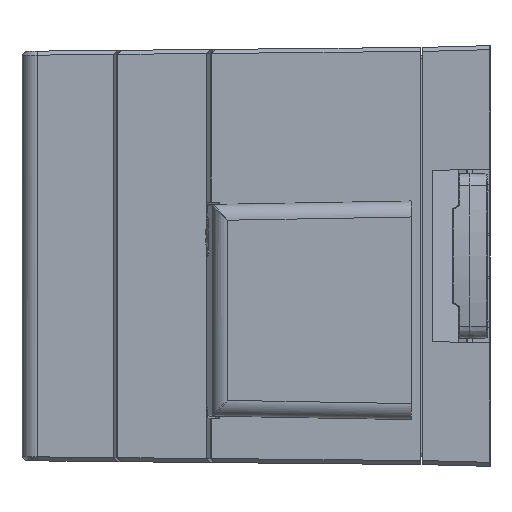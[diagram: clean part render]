
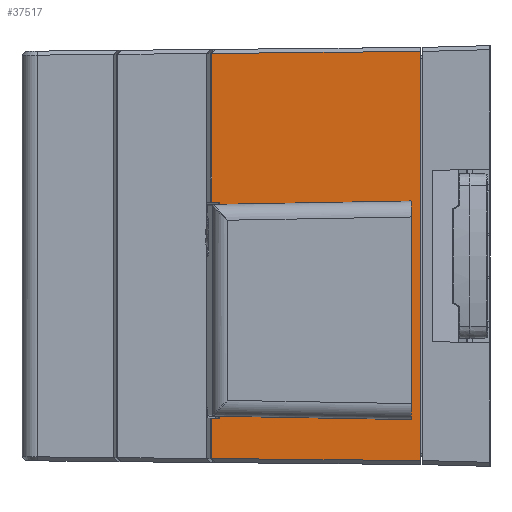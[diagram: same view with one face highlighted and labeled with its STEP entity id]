
A CAD part, left-side view. The second image highlights one B-rep face of the part: STEP entity #37517.
In plain terms, the highlighted face is planar.
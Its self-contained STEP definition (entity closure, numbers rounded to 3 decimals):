
#33090=DIRECTION('',(0.,-1.,0.));
#33091=VECTOR('',#33090,5.);
#33092=CARTESIAN_POINT('',(-43.977,25.275,
26.031));
#33093=LINE('',#33092,#33091);
#33105=DIRECTION('',(0.,-1.,0.));
#33106=VECTOR('',#33105,4.22);
#33107=CARTESIAN_POINT('',(-44.48,17.36,
9.109));
#33108=LINE('',#33107,#33106);
#33109=DIRECTION('',(0.,1.,0.));
#33110=VECTOR('',#33109,4.22);
#33111=CARTESIAN_POINT('',(-44.691,13.14,
1.981));
#33112=LINE('',#33111,#33110);
#33113=DIRECTION('',(0.,-1.,0.));
#33114=VECTOR('',#33113,4.22);
#33115=CARTESIAN_POINT('',(-44.48,7.36,
9.109));
#33116=LINE('',#33115,#33114);
#33117=DIRECTION('',(0.,1.,0.));
#33118=VECTOR('',#33117,4.22);
#33119=CARTESIAN_POINT('',(-44.691,3.14,
1.981));
#33120=LINE('',#33119,#33118);
#33121=DIRECTION('',(0.03,0.01,1.));
#33122=VECTOR('',#33121,26.043);
#33123=CARTESIAN_POINT('',(-44.75,-25.525,0.));
#33124=LINE('',#33123,#33122);
#33125=DIRECTION('',(0.,-1.,0.));
#33126=VECTOR('',#33125,51.05);
#33127=CARTESIAN_POINT('',(-44.75,25.525,0.));
#33128=LINE('',#33127,#33126);
#33129=DIRECTION('',(-0.03,0.01,-1.));
#33130=VECTOR('',#33129,26.043);
#33131=CARTESIAN_POINT('',(-43.977,25.275,
26.031));
#33132=LINE('',#33131,#33130);
#33137=DIRECTION('',(0.03,0.,1.));
#33138=VECTOR('',#33137,7.132);
#33139=CARTESIAN_POINT('',(-44.691,13.14,
1.981));
#33140=LINE('',#33139,#33138);
#33157=DIRECTION('',(-0.03,0.,
-1.));
#33158=VECTOR('',#33157,7.132);
#33159=CARTESIAN_POINT('',(-44.48,17.36,
9.109));
#33160=LINE('',#33159,#33158);
#33267=DIRECTION('',(-0.03,0.,-1.));
#33268=VECTOR('',#33267,7.132);
#33269=CARTESIAN_POINT('',(-44.48,7.36,
9.109));
#33270=LINE('',#33269,#33268);
#33291=DIRECTION('',(0.03,0.,1.));
#33292=VECTOR('',#33291,7.132);
#33293=CARTESIAN_POINT('',(-44.691,3.14,
1.981));
#33294=LINE('',#33293,#33292);
#33673=DIRECTION('',(-0.03,0.,-1.));
#33674=VECTOR('',#33673,0.999);
#33675=CARTESIAN_POINT('',(-43.977,20.275,26.031));
#33676=LINE('',#33675,#33674);
#33690=DIRECTION('',(0.,-1.,0.));
#33691=VECTOR('',#33690,27.);
#33692=CARTESIAN_POINT('',(-44.007,20.275,25.032));
#33693=LINE('',#33692,#33691);
#33707=DIRECTION('',(0.03,0.,1.));
#33708=VECTOR('',#33707,0.999);
#33709=CARTESIAN_POINT('',(-44.007,-6.725,25.032));
#33710=LINE('',#33709,#33708);
#33735=DIRECTION('',(0.,-1.,0.));
#33736=VECTOR('',#33735,18.55);
#33737=CARTESIAN_POINT('',(-43.977,-6.725,26.031));
#33738=LINE('',#33737,#33736);
#36527=CARTESIAN_POINT('',(-43.977,25.275,
26.031));
#36528=CARTESIAN_POINT('',(-43.977,20.275,26.031));
#36529=VERTEX_POINT('',#36527);
#36530=VERTEX_POINT('',#36528);
#36531=CARTESIAN_POINT('',(-43.977,-6.725,26.031));
#36532=VERTEX_POINT('',#36531);
#36533=CARTESIAN_POINT('',(-43.977,-25.275,
26.031));
#36534=VERTEX_POINT('',#36533);
#36535=CARTESIAN_POINT('',(-44.48,17.36,
9.109));
#36536=CARTESIAN_POINT('',(-44.48,13.14,
9.109));
#36537=VERTEX_POINT('',#36535);
#36538=VERTEX_POINT('',#36536);
#36539=CARTESIAN_POINT('',(-44.48,7.36,
9.109));
#36540=CARTESIAN_POINT('',(-44.48,3.14,
9.109));
#36541=VERTEX_POINT('',#36539);
#36542=VERTEX_POINT('',#36540);
#36543=CARTESIAN_POINT('',(-44.007,20.275,25.032));
#36544=CARTESIAN_POINT('',(-44.007,-6.725,25.032));
#36545=VERTEX_POINT('',#36543);
#36546=VERTEX_POINT('',#36544);
#36547=CARTESIAN_POINT('',(-44.75,25.525,0.));
#36548=VERTEX_POINT('',#36547);
#36549=CARTESIAN_POINT('',(-44.75,-25.525,0.));
#36550=VERTEX_POINT('',#36549);
#37396=CARTESIAN_POINT('',(-44.691,13.14,
1.981));
#37397=VERTEX_POINT('',#37396);
#37398=CARTESIAN_POINT('',(-44.691,17.36,
1.981));
#37399=VERTEX_POINT('',#37398);
#37400=CARTESIAN_POINT('',(-44.691,3.14,
1.981));
#37401=VERTEX_POINT('',#37400);
#37402=CARTESIAN_POINT('',(-44.691,7.36,
1.981));
#37403=VERTEX_POINT('',#37402);
#37475=CARTESIAN_POINT('',(-44.75,-34.875,0.));
#37476=DIRECTION('',(-1.,0.,0.03));
#37477=DIRECTION('',(-0.03,0.,-1.));
#37478=AXIS2_PLACEMENT_3D('',#37475,#37476,#37477);
#37479=PLANE('',#37478);
#37481=ORIENTED_EDGE('',*,*,#37480,.T.);
#37483=ORIENTED_EDGE('',*,*,#37482,.T.);
#37485=ORIENTED_EDGE('',*,*,#37484,.T.);
#37487=ORIENTED_EDGE('',*,*,#37486,.F.);
#37489=ORIENTED_EDGE('',*,*,#37488,.F.);
#37491=ORIENTED_EDGE('',*,*,#37490,.F.);
#37492=ORIENTED_EDGE('',*,*,#37465,.T.);
#37494=ORIENTED_EDGE('',*,*,#37493,.T.);
#37495=EDGE_LOOP('',(#37481,#37483,#37485,#37487,#37489,#37491,#37492,#37494));
#37496=FACE_OUTER_BOUND('',#37495,.F.);
#37498=ORIENTED_EDGE('',*,*,#37497,.T.);
#37500=ORIENTED_EDGE('',*,*,#37499,.F.);
#37502=ORIENTED_EDGE('',*,*,#37501,.T.);
#37504=ORIENTED_EDGE('',*,*,#37503,.F.);
#37505=EDGE_LOOP('',(#37498,#37500,#37502,#37504));
#37506=FACE_BOUND('',#37505,.F.);
#37508=ORIENTED_EDGE('',*,*,#37507,.F.);
#37510=ORIENTED_EDGE('',*,*,#37509,.T.);
#37512=ORIENTED_EDGE('',*,*,#37511,.F.);
#37514=ORIENTED_EDGE('',*,*,#37513,.T.);
#37515=EDGE_LOOP('',(#37508,#37510,#37512,#37514));
#37516=FACE_BOUND('',#37515,.F.);
#37517=ADVANCED_FACE('',(#37496,#37506,#37516),#37479,.T.);
#37465=EDGE_CURVE('',#36529,#36530,#33093,.T.);
#37480=EDGE_CURVE('',#36545,#36546,#33693,.T.);
#37482=EDGE_CURVE('',#36546,#36532,#33710,.T.);
#37484=EDGE_CURVE('',#36532,#36534,#33738,.T.);
#37486=EDGE_CURVE('',#36550,#36534,#33124,.T.);
#37488=EDGE_CURVE('',#36548,#36550,#33128,.T.);
#37490=EDGE_CURVE('',#36529,#36548,#33132,.T.);
#37493=EDGE_CURVE('',#36530,#36545,#33676,.T.);
#37497=EDGE_CURVE('',#37401,#36542,#33294,.T.);
#37499=EDGE_CURVE('',#36541,#36542,#33116,.T.);
#37501=EDGE_CURVE('',#36541,#37403,#33270,.T.);
#37503=EDGE_CURVE('',#37401,#37403,#33120,.T.);
#37507=EDGE_CURVE('',#36537,#36538,#33108,.T.);
#37509=EDGE_CURVE('',#36537,#37399,#33160,.T.);
#37511=EDGE_CURVE('',#37397,#37399,#33112,.T.);
#37513=EDGE_CURVE('',#37397,#36538,#33140,.T.);
